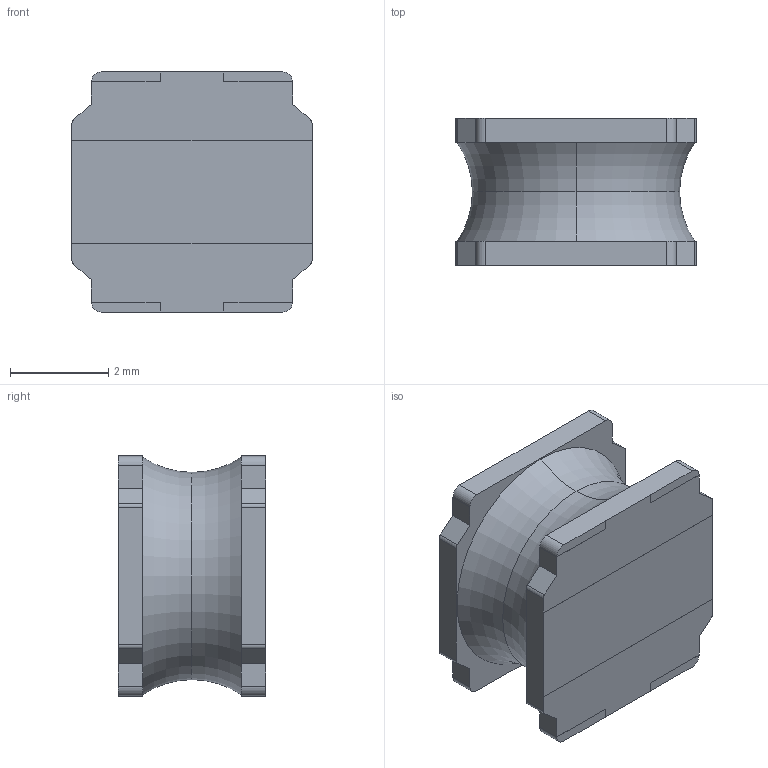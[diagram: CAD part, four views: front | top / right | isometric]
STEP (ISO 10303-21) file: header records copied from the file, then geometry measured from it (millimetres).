
FILE_DESCRIPTION (( 'STEP AP214' ), '1' );
FILE_NAME ('3DED4CAB-3465-481D-A1C4-6832E7B7CC01.STEP', '2022-11-10T04:03:59', ( '' ), ( '' ), 'SwSTEP 2.0', 'SolidWorks 2022', '' );
FILE_SCHEMA (( 'AUTOMOTIVE_DESIGN' ));
Length unit declared in the file: millimetre
Products named in the file (1): 3DED4CAB-3465-481D-A1C4-6832E7B7CC01
Bounding box: 4.9 x 3 x 4.9 mm (x, y, z)
Volume: 53.4 mm3; surface area: 101.6 mm2
Topology: 1 solids, 1 shells, 64 faces, 174 edges, 114 vertices
Faces by surface type: plane 44, cylinder 16, torus 4
Entity records: 2112 total; most frequent: CARTESIAN_POINT 353, ORIENTED_EDGE 348, DIRECTION 346, EDGE_CURVE 174, LINE 132, VECTOR 132, VERTEX_POINT 114, AXIS2_PLACEMENT_3D 107
